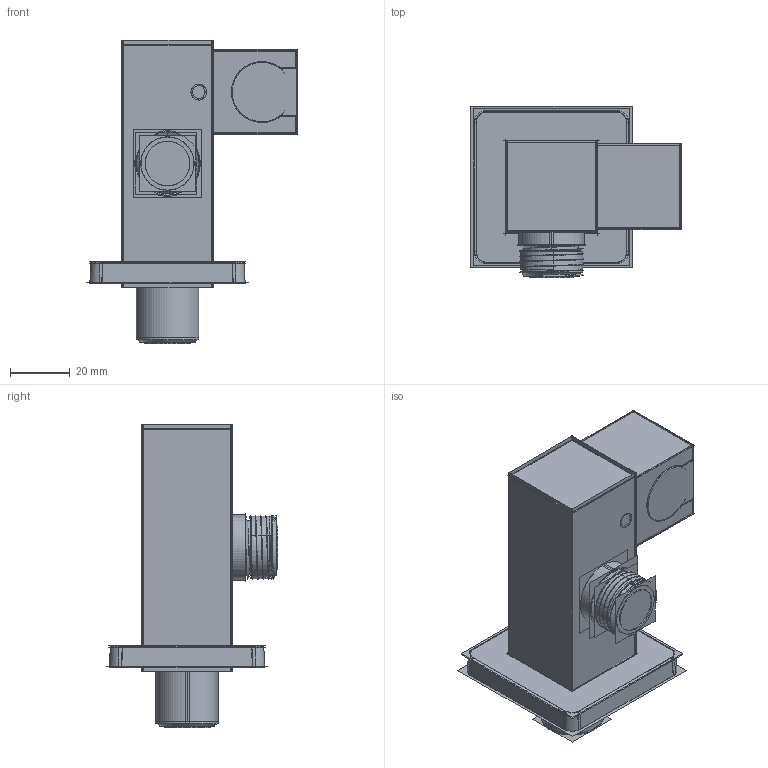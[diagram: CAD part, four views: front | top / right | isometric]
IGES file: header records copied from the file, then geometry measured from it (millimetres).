
Start section:  PTC IGES file: 0.igs
Global section: file name: 0.igs; native system: Creo Parametric by PTC Inc.; preprocessor: 2022162; author: 10114295; organization: Unknown; date: 20230116.150120; units: millimetre
Bounding box: 70.65 x 57.52 x 101.9 mm (x, y, z)
Volume: 147208.8 mm3; surface area: 330579.1 mm2
Topology: 10 solids, 10 shells, 528 faces, 3297 edges, 4699 vertices
Faces by surface type: revolution 298, bspline 230
